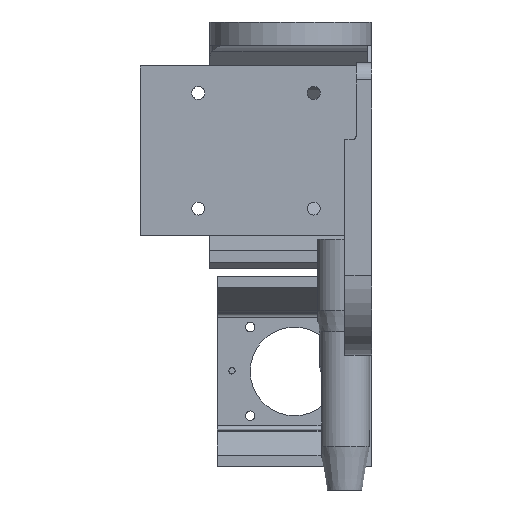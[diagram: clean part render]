
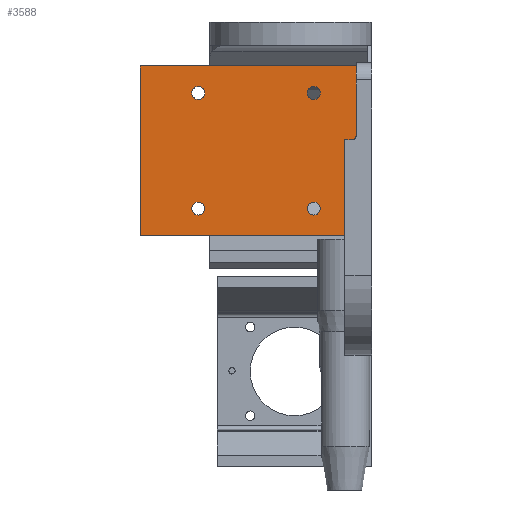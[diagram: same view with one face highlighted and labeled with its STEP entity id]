
A CAD part, left-side view. The second image highlights one B-rep face of the part: STEP entity #3588.
In plain terms, the highlighted planar face has unit normal (-1, 0, 0).
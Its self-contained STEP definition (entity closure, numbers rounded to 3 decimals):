
#181=FACE_BOUND('',#621,.T.);
#182=FACE_BOUND('',#622,.T.);
#183=FACE_BOUND('',#623,.T.);
#184=FACE_BOUND('',#624,.T.);
#254=CIRCLE('',#3795,1.666);
#255=CIRCLE('',#3796,1.666);
#256=CIRCLE('',#3797,1.666);
#257=CIRCLE('',#3798,1.666);
#428=FACE_OUTER_BOUND('',#620,.T.);
#620=EDGE_LOOP('',(#2418,#2419,#2420,#2421,#2422,#2423));
#621=EDGE_LOOP('',(#2424));
#622=EDGE_LOOP('',(#2425));
#623=EDGE_LOOP('',(#2426));
#624=EDGE_LOOP('',(#2427));
#890=LINE('',#5268,#1203);
#891=LINE('',#5271,#1204);
#892=LINE('',#5273,#1205);
#893=LINE('',#5275,#1206);
#894=LINE('',#5277,#1207);
#895=LINE('',#5278,#1208);
#1203=VECTOR('',#4186,10.);
#1204=VECTOR('',#4189,10.);
#1205=VECTOR('',#4190,10.);
#1206=VECTOR('',#4191,10.);
#1207=VECTOR('',#4192,10.);
#1208=VECTOR('',#4193,10.);
#1514=VERTEX_POINT('',#5262);
#1516=VERTEX_POINT('',#5266);
#1517=VERTEX_POINT('',#5270);
#1518=VERTEX_POINT('',#5272);
#1519=VERTEX_POINT('',#5274);
#1520=VERTEX_POINT('',#5276);
#1521=VERTEX_POINT('',#5279);
#1522=VERTEX_POINT('',#5281);
#1523=VERTEX_POINT('',#5283);
#1524=VERTEX_POINT('',#5285);
#1872=EDGE_CURVE('',#1514,#1516,#890,.T.);
#1873=EDGE_CURVE('',#1516,#1517,#891,.T.);
#1874=EDGE_CURVE('',#1517,#1518,#892,.T.);
#1875=EDGE_CURVE('',#1519,#1518,#893,.T.);
#1876=EDGE_CURVE('',#1519,#1520,#894,.T.);
#1877=EDGE_CURVE('',#1520,#1514,#895,.T.);
#1878=EDGE_CURVE('',#1521,#1521,#254,.T.);
#1879=EDGE_CURVE('',#1522,#1522,#255,.T.);
#1880=EDGE_CURVE('',#1523,#1523,#256,.T.);
#1881=EDGE_CURVE('',#1524,#1524,#257,.T.);
#2418=ORIENTED_EDGE('',*,*,#1872,.T.);
#2419=ORIENTED_EDGE('',*,*,#1873,.T.);
#2420=ORIENTED_EDGE('',*,*,#1874,.T.);
#2421=ORIENTED_EDGE('',*,*,#1875,.F.);
#2422=ORIENTED_EDGE('',*,*,#1876,.T.);
#2423=ORIENTED_EDGE('',*,*,#1877,.T.);
#2424=ORIENTED_EDGE('',*,*,#1878,.F.);
#2425=ORIENTED_EDGE('',*,*,#1879,.F.);
#2426=ORIENTED_EDGE('',*,*,#1880,.F.);
#2427=ORIENTED_EDGE('',*,*,#1881,.F.);
#3502=PLANE('',#3794);
#3588=ADVANCED_FACE('',(#428,#181,#182,#183,#184),#3502,.F.);
#3794=AXIS2_PLACEMENT_3D('',#5269,#4187,#4188);
#3795=AXIS2_PLACEMENT_3D('',#5280,#4194,#4195);
#3796=AXIS2_PLACEMENT_3D('',#5282,#4196,#4197);
#3797=AXIS2_PLACEMENT_3D('',#5284,#4198,#4199);
#3798=AXIS2_PLACEMENT_3D('',#5286,#4200,#4201);
#4186=DIRECTION('',(0.,1.,0.));
#4187=DIRECTION('center_axis',(1.,0.,0.));
#4188=DIRECTION('ref_axis',(0.,0.,-1.));
#4189=DIRECTION('',(0.,0.,1.));
#4190=DIRECTION('',(0.,1.,0.));
#4191=DIRECTION('',(0.,0.,1.));
#4192=DIRECTION('',(0.,-1.,0.));
#4193=DIRECTION('',(0.,0.,1.));
#4194=DIRECTION('center_axis',(-1.,0.,0.));
#4195=DIRECTION('ref_axis',(0.,0.,-1.));
#4196=DIRECTION('center_axis',(-1.,0.,0.));
#4197=DIRECTION('ref_axis',(0.,0.,-1.));
#4198=DIRECTION('center_axis',(-1.,0.,0.));
#4199=DIRECTION('ref_axis',(0.,0.,-1.));
#4200=DIRECTION('center_axis',(-1.,0.,0.));
#4201=DIRECTION('ref_axis',(0.,0.,-1.));
#5262=CARTESIAN_POINT('',(-11.886,-7.,40.107));
#5266=CARTESIAN_POINT('',(-11.886,-6.,40.107));
#5268=CARTESIAN_POINT('',(-11.886,8.,40.107));
#5269=CARTESIAN_POINT('Origin',(-11.886,23.,20.13));
#5270=CARTESIAN_POINT('',(-11.886,-6.,42.129));
#5271=CARTESIAN_POINT('',(-11.886,-6.,30.624));
#5272=CARTESIAN_POINT('',(-11.886,53.,42.129));
#5273=CARTESIAN_POINT('',(-11.886,38.,42.129));
#5274=CARTESIAN_POINT('',(-11.886,53.,-1.87));
#5275=CARTESIAN_POINT('',(-11.886,53.,20.13));
#5276=CARTESIAN_POINT('',(-11.886,-7.,-1.87));
#5277=CARTESIAN_POINT('',(-11.886,12.5,-1.87));
#5278=CARTESIAN_POINT('',(-11.886,-7.,-1.87));
#5279=CARTESIAN_POINT('',(-11.886,38.,6.796));
#5280=CARTESIAN_POINT('Origin',(-11.886,38.,5.13));
#5281=CARTESIAN_POINT('',(-11.886,38.,36.796));
#5282=CARTESIAN_POINT('Origin',(-11.886,38.,35.13));
#5283=CARTESIAN_POINT('',(-11.886,8.,6.796));
#5284=CARTESIAN_POINT('Origin',(-11.886,8.,5.13));
#5285=CARTESIAN_POINT('',(-11.886,8.,36.796));
#5286=CARTESIAN_POINT('Origin',(-11.886,8.,35.13));
